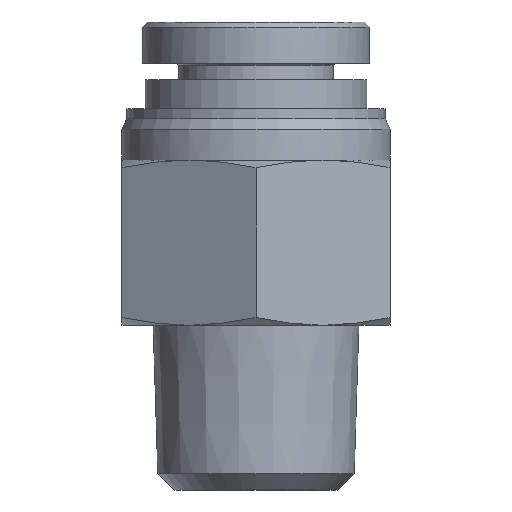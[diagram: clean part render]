
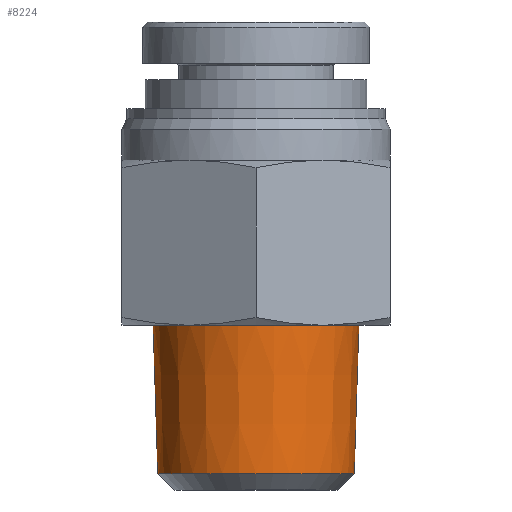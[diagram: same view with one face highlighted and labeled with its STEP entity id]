
A CAD part, left-side view. The second image highlights one B-rep face of the part: STEP entity #8224.
In plain terms, the highlighted conical face has half-angle 1.79 degrees and reference radius 4.865 mm.
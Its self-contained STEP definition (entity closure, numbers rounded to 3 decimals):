
#8193=CARTESIAN_POINT('',(-4.765,0.8,0.));
#8194=VERTEX_POINT('',#8193);
#8195=CARTESIAN_POINT('',(0.,0.8,0.));
#8196=DIRECTION('',(0.0,-1.0,0.0));
#8197=DIRECTION('',(1.0,0.0,0.0));
#8198=AXIS2_PLACEMENT_3D('',#8195,#8196,#8197);
#8199=CIRCLE('',#8198,4.765);
#8200=EDGE_CURVE('',#8194,#8194,#8199,.T.);
#8205=CARTESIAN_POINT('',(0.,4.0,0.0));
#8206=DIRECTION('',(0.,1.0,0.0));
#8207=DIRECTION('',(-1.0,0.0,0.0));
#8208=AXIS2_PLACEMENT_3D('',#8205,#8206,#8207);
#8209=CONICAL_SURFACE('',#8208,4.865,1.79);
#8210=CARTESIAN_POINT('',(-4.99,8.,0.0));
#8211=VERTEX_POINT('',#8210);
#8212=CARTESIAN_POINT('',(0.,8.0,0.0));
#8213=DIRECTION('',(0.0,1.0,0.0));
#8214=DIRECTION('',(-1.0,0.0,0.0));
#8215=AXIS2_PLACEMENT_3D('',#8212,#8213,#8214);
#8216=CIRCLE('',#8215,4.99);
#8217=EDGE_CURVE('',#8211,#8211,#8216,.T.);
#8218=ORIENTED_EDGE('',*,*,#8217,.F.);
#8219=EDGE_LOOP('',(#8218));
#8220=FACE_OUTER_BOUND('',#8219,.T.);
#8221=ORIENTED_EDGE('',*,*,#8200,.F.);
#8222=EDGE_LOOP('',(#8221));
#8223=FACE_BOUND('',#8222,.T.);
#8224=ADVANCED_FACE('',(#8220,#8223),#8209,.T.);
